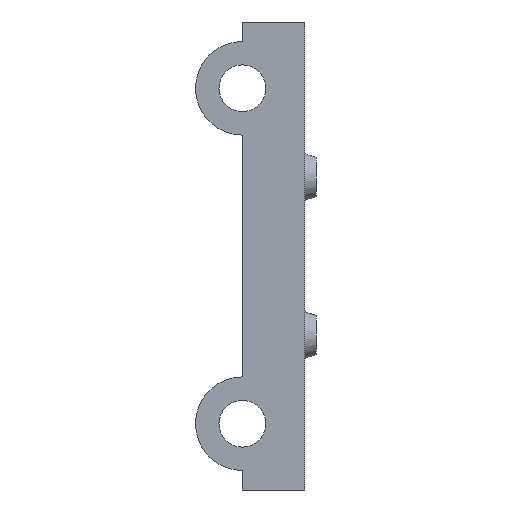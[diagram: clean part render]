
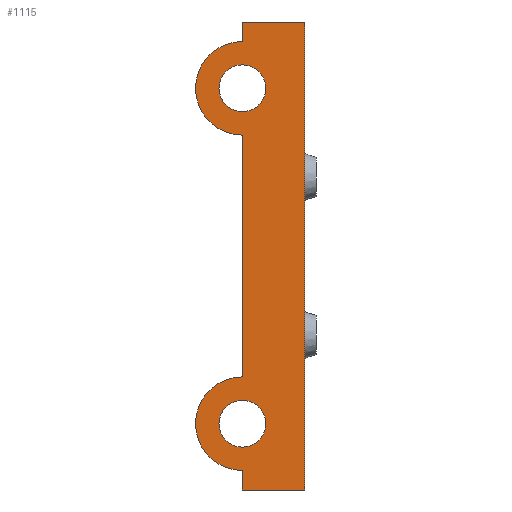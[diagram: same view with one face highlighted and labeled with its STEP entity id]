
A CAD part, left-side view. The second image highlights one B-rep face of the part: STEP entity #1115.
In plain terms, the highlighted planar face has unit normal (-1, 0, 0).
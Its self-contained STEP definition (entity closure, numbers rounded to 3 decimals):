
#33 = AXIS2_PLACEMENT_3D ( 'NONE', #358, #689, #563 ) ;
#107 = AXIS2_PLACEMENT_3D ( 'NONE', #1142, #803, #1722 ) ;
#151 = ORIENTED_EDGE ( 'NONE', *, *, #301, .F. ) ;
#156 = LINE ( 'NONE', #655, #225 ) ;
#168 = AXIS2_PLACEMENT_3D ( 'NONE', #1348, #362, #352 ) ;
#180 = VERTEX_POINT ( 'NONE', #1784 ) ;
#181 = AXIS2_PLACEMENT_3D ( 'NONE', #1112, #1582, #928 ) ;
#207 = CARTESIAN_POINT ( 'NONE',  ( -60., -3.256, -37.229 ) ) ;
#223 = VERTEX_POINT ( 'NONE', #829 ) ;
#225 = VECTOR ( 'NONE', #825, 1000. ) ;
#301 = EDGE_CURVE ( 'NONE', #1269, #441, #818, .T. ) ;
#322 = FACE_BOUND ( 'NONE', #1557, .T. ) ;
#352 = DIRECTION ( 'NONE',  ( 0., 0., -1. ) ) ;
#358 = CARTESIAN_POINT ( 'NONE',  ( -60., -3.256, 14.271 ) ) ;
#359 = EDGE_CURVE ( 'NONE', #1292, #1001, #1438, .T. ) ;
#362 = DIRECTION ( 'NONE',  ( -1., 0., 0. ) ) ;
#386 = DIRECTION ( 'NONE',  ( -1., 0., 0. ) ) ;
#419 = CARTESIAN_POINT ( 'NONE',  ( -60., -3.256, 20.271 ) ) ;
#420 = EDGE_CURVE ( 'NONE', #2102, #223, #1139, .T. ) ;
#441 = VERTEX_POINT ( 'NONE', #1209 ) ;
#446 = DIRECTION ( 'NONE',  ( 0., 0., 1. ) ) ;
#469 = VERTEX_POINT ( 'NONE', #1084 ) ;
#471 = LINE ( 'NONE', #1902, #1856 ) ;
#493 = CARTESIAN_POINT ( 'NONE',  ( -60., -11.256, 0. ) ) ;
#536 = VECTOR ( 'NONE', #1450, 1000. ) ;
#563 = DIRECTION ( 'NONE',  ( 0., 0., -1. ) ) ;
#593 = VERTEX_POINT ( 'NONE', #419 ) ;
#630 = ORIENTED_EDGE ( 'NONE', *, *, #788, .T. ) ;
#643 = DIRECTION ( 'NONE',  ( 0., 0., -1. ) ) ;
#655 = CARTESIAN_POINT ( 'NONE',  ( -60., -3.256, 0. ) ) ;
#674 = CARTESIAN_POINT ( 'NONE',  ( -60., -3.256, -25.729 ) ) ;
#689 = DIRECTION ( 'NONE',  ( 1., 0., 0. ) ) ;
#707 = EDGE_CURVE ( 'NONE', #1252, #441, #2097, .T. ) ;
#716 = CIRCLE ( 'NONE', #168, 3. ) ;
#788 = EDGE_CURVE ( 'NONE', #2076, #1252, #1768, .T. ) ;
#793 = ORIENTED_EDGE ( 'NONE', *, *, #1603, .F. ) ;
#803 = DIRECTION ( 'NONE',  ( 1., 0., 0. ) ) ;
#811 = DIRECTION ( 'NONE',  ( 1., 0., 0. ) ) ;
#818 = LINE ( 'NONE', #493, #1811 ) ;
#825 = DIRECTION ( 'NONE',  ( 0., 0., -1. ) ) ;
#826 = DIRECTION ( 'NONE',  ( 0., -1., 0. ) ) ;
#829 = CARTESIAN_POINT ( 'NONE',  ( -60., -3.256, 17.271 ) ) ;
#889 = VECTOR ( 'NONE', #1426, 1000. ) ;
#905 = DIRECTION ( 'NONE',  ( 0., 0., -1. ) ) ;
#928 = DIRECTION ( 'NONE',  ( 0., 0., -1. ) ) ;
#931 = EDGE_LOOP ( 'NONE', ( #1284, #2085 ) ) ;
#1001 = VERTEX_POINT ( 'NONE', #1371 ) ;
#1026 = AXIS2_PLACEMENT_3D ( 'NONE', #1223, #1079, #905 ) ;
#1075 = CIRCLE ( 'NONE', #181, 6. ) ;
#1079 = DIRECTION ( 'NONE',  ( 1., 0., 0. ) ) ;
#1084 = CARTESIAN_POINT ( 'NONE',  ( -60., -3.256, 22.771 ) ) ;
#1110 = FACE_OUTER_BOUND ( 'NONE', #1346, .T. ) ;
#1112 = CARTESIAN_POINT ( 'NONE',  ( -60., -3.256, -28.729 ) ) ;
#1115 = ADVANCED_FACE ( 'NONE', ( #1110, #1741, #322 ), #1264, .F. ) ;
#1121 = CARTESIAN_POINT ( 'NONE',  ( -60., -3.256, -34.729 ) ) ;
#1138 = CARTESIAN_POINT ( 'NONE',  ( -60., 0., -37.229 ) ) ;
#1139 = CIRCLE ( 'NONE', #33, 3. ) ;
#1142 = CARTESIAN_POINT ( 'NONE',  ( -60., -3.256, 14.271 ) ) ;
#1188 = EDGE_CURVE ( 'NONE', #1001, #1292, #716, .T. ) ;
#1209 = CARTESIAN_POINT ( 'NONE',  ( -60., -11.256, -37.229 ) ) ;
#1211 = ORIENTED_EDGE ( 'NONE', *, *, #2075, .F. ) ;
#1223 = CARTESIAN_POINT ( 'NONE',  ( -60., -3.256, 14.271 ) ) ;
#1252 = VERTEX_POINT ( 'NONE', #207 ) ;
#1264 = PLANE ( 'NONE',  #1328 ) ;
#1269 = VERTEX_POINT ( 'NONE', #1517 ) ;
#1284 = ORIENTED_EDGE ( 'NONE', *, *, #420, .T. ) ;
#1292 = VERTEX_POINT ( 'NONE', #674 ) ;
#1298 = VECTOR ( 'NONE', #826, 1000. ) ;
#1328 = AXIS2_PLACEMENT_3D ( 'NONE', #1608, #811, #643 ) ;
#1346 = EDGE_LOOP ( 'NONE', ( #2071, #630, #1767, #151, #793, #1211, #2035, #1598 ) ) ;
#1348 = CARTESIAN_POINT ( 'NONE',  ( -60., -3.256, -28.729 ) ) ;
#1360 = CIRCLE ( 'NONE', #1026, 6. ) ;
#1367 = EDGE_CURVE ( 'NONE', #1515, #593, #1360, .T. ) ;
#1371 = CARTESIAN_POINT ( 'NONE',  ( -60., -3.256, -31.729 ) ) ;
#1424 = CARTESIAN_POINT ( 'NONE',  ( -60., 0., 22.771 ) ) ;
#1426 = DIRECTION ( 'NONE',  ( 0., 0., -1. ) ) ;
#1438 = CIRCLE ( 'NONE', #2089, 3. ) ;
#1450 = DIRECTION ( 'NONE',  ( 0., -1., 0. ) ) ;
#1451 = ORIENTED_EDGE ( 'NONE', *, *, #359, .F. ) ;
#1515 = VERTEX_POINT ( 'NONE', #1615 ) ;
#1517 = CARTESIAN_POINT ( 'NONE',  ( -60., -11.256, 22.771 ) ) ;
#1537 = EDGE_CURVE ( 'NONE', #223, #2102, #2028, .T. ) ;
#1557 = EDGE_LOOP ( 'NONE', ( #2023, #1451 ) ) ;
#1562 = LINE ( 'NONE', #1424, #536 ) ;
#1582 = DIRECTION ( 'NONE',  ( -1., 0., 0. ) ) ;
#1598 = ORIENTED_EDGE ( 'NONE', *, *, #1787, .T. ) ;
#1603 = EDGE_CURVE ( 'NONE', #469, #1269, #1562, .T. ) ;
#1608 = CARTESIAN_POINT ( 'NONE',  ( -60., 0., 0. ) ) ;
#1615 = CARTESIAN_POINT ( 'NONE',  ( -60., -3.256, 8.271 ) ) ;
#1624 = DIRECTION ( 'NONE',  ( 0., 0., -1. ) ) ;
#1633 = EDGE_CURVE ( 'NONE', #180, #2076, #1075, .T. ) ;
#1643 = CARTESIAN_POINT ( 'NONE',  ( -60., -3.256, 0. ) ) ;
#1722 = DIRECTION ( 'NONE',  ( 0., 0., -1. ) ) ;
#1741 = FACE_BOUND ( 'NONE', #931, .T. ) ;
#1767 = ORIENTED_EDGE ( 'NONE', *, *, #707, .T. ) ;
#1768 = LINE ( 'NONE', #1643, #889 ) ;
#1784 = CARTESIAN_POINT ( 'NONE',  ( -60., -3.256, -22.729 ) ) ;
#1787 = EDGE_CURVE ( 'NONE', #1515, #180, #156, .T. ) ;
#1811 = VECTOR ( 'NONE', #1624, 1000. ) ;
#1815 = CARTESIAN_POINT ( 'NONE',  ( -60., -3.256, -28.729 ) ) ;
#1856 = VECTOR ( 'NONE', #446, 1000. ) ;
#1902 = CARTESIAN_POINT ( 'NONE',  ( -60., -3.256, 0. ) ) ;
#2011 = DIRECTION ( 'NONE',  ( 0., 0., -1. ) ) ;
#2023 = ORIENTED_EDGE ( 'NONE', *, *, #1188, .F. ) ;
#2028 = CIRCLE ( 'NONE', #107, 3. ) ;
#2035 = ORIENTED_EDGE ( 'NONE', *, *, #1367, .F. ) ;
#2060 = CARTESIAN_POINT ( 'NONE',  ( -60., -3.256, 11.271 ) ) ;
#2071 = ORIENTED_EDGE ( 'NONE', *, *, #1633, .T. ) ;
#2075 = EDGE_CURVE ( 'NONE', #593, #469, #471, .T. ) ;
#2076 = VERTEX_POINT ( 'NONE', #1121 ) ;
#2085 = ORIENTED_EDGE ( 'NONE', *, *, #1537, .T. ) ;
#2089 = AXIS2_PLACEMENT_3D ( 'NONE', #1815, #386, #2011 ) ;
#2097 = LINE ( 'NONE', #1138, #1298 ) ;
#2102 = VERTEX_POINT ( 'NONE', #2060 ) ;
